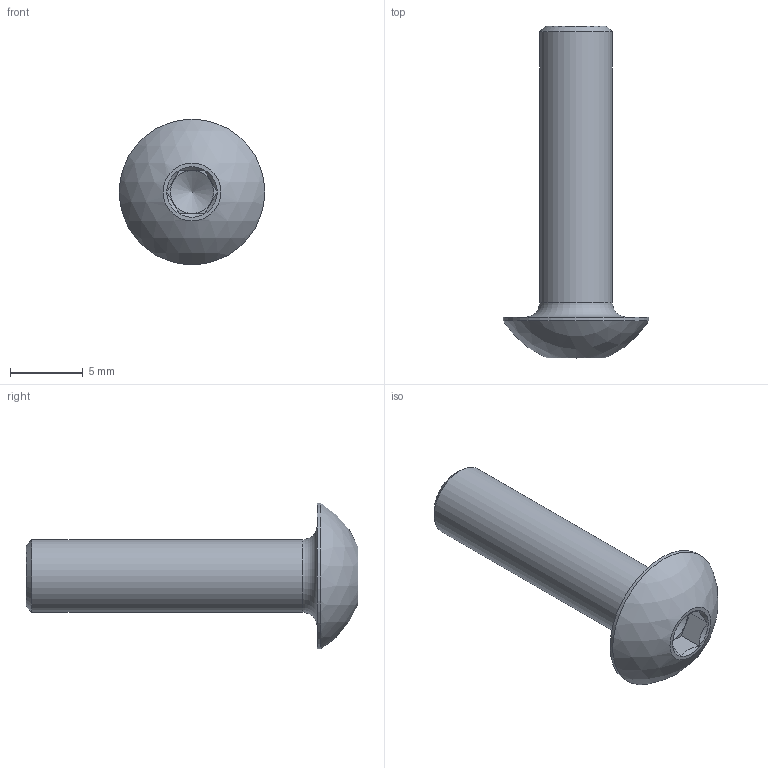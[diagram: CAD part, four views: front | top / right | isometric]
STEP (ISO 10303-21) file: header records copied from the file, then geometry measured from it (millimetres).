
FILE_DESCRIPTION (( 'STEP AP203' ), '1' );
FILE_NAME ('58345-240-20.step', '2020-01-17T11:47:37', ( '' ), ( '' ), 'SwSTEP 2.0', 'SolidWorks 2015', '' );
FILE_SCHEMA (( 'CONFIG_CONTROL_DESIGN' ));
Length unit declared in the file: millimetre
Products named in the file (2): 58345-240-20
Bounding box: 10 x 22.8 x 10 mm (x, y, z)
Volume: 523.5 mm3; surface area: 515.6 mm2
Topology: 1 solids, 1 shells, 291 faces, 759 edges, 503 vertices
Faces by surface type: plane 154, bspline 125, cone 8, cylinder 2, sphere 1, torus 1
Full cylindrical faces by diameter (mm): 5 x1, 10 x1
Entity records: 16044 total; most frequent: CARTESIAN_POINT 9628, ORIENTED_EDGE 1504, DIRECTION 846, EDGE_CURVE 752, VERTEX_POINT 500, LINE 482, VECTOR 482, EDGE_LOOP 328
